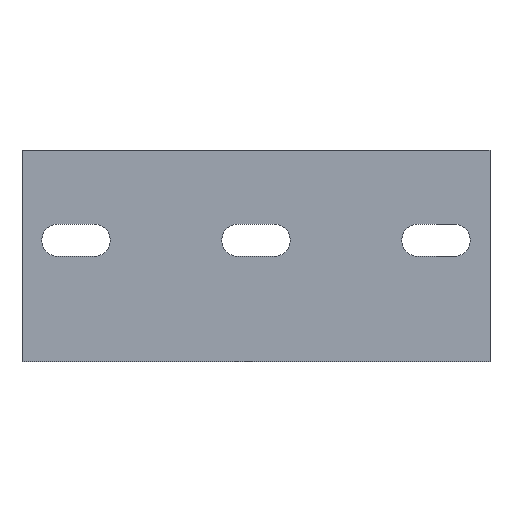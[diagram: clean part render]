
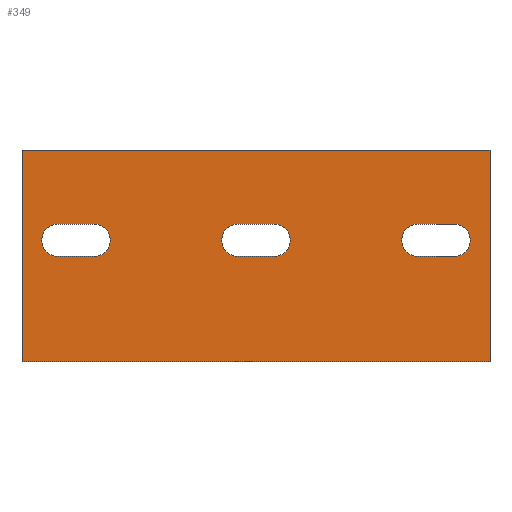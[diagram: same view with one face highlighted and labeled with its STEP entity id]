
A CAD part, front view. The second image highlights one B-rep face of the part: STEP entity #349.
In plain terms, the highlighted planar face has unit normal (0, -1, 0).
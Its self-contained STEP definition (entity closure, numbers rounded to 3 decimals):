
#2 = VERTEX_POINT ( 'NONE', #290 ) ;
#5 = DIRECTION ( 'NONE',  ( 0., 1., 0. ) ) ;
#7 = CARTESIAN_POINT ( 'NONE',  ( 0., 0., 117.5 ) ) ;
#10 = LINE ( 'NONE', #208, #110 ) ;
#13 = DIRECTION ( 'NONE',  ( -1., 0., 0. ) ) ;
#19 = EDGE_CURVE ( 'NONE', #889, #137, #175, .T. ) ;
#26 = EDGE_CURVE ( 'NONE', #346, #718, #927, .T. ) ;
#41 = ORIENTED_EDGE ( 'NONE', *, *, #491, .T. ) ;
#60 = EDGE_CURVE ( 'NONE', #718, #589, #535, .T. ) ;
#70 = EDGE_LOOP ( 'NONE', ( #785, #667, #627, #148 ) ) ;
#75 = CARTESIAN_POINT ( 'NONE',  ( 120., 0., 76.5 ) ) ;
#81 = AXIS2_PLACEMENT_3D ( 'NONE', #915, #128, #330 ) ;
#86 = CARTESIAN_POINT ( 'NONE',  ( 20., 0., 67.5 ) ) ;
#95 = DIRECTION ( 'NONE',  ( 0., 0., 1. ) ) ;
#100 = LINE ( 'NONE', #463, #802 ) ;
#101 = VERTEX_POINT ( 'NONE', #146 ) ;
#106 = CARTESIAN_POINT ( 'NONE',  ( 220., 0., 76.5 ) ) ;
#110 = VECTOR ( 'NONE', #724, 1000. ) ;
#121 = EDGE_LOOP ( 'NONE', ( #649, #261, #731, #569 ) ) ;
#123 = CARTESIAN_POINT ( 'NONE',  ( 20., 0., 76.5 ) ) ;
#128 = DIRECTION ( 'NONE',  ( 0., 1., 0. ) ) ;
#137 = VERTEX_POINT ( 'NONE', #294 ) ;
#146 = CARTESIAN_POINT ( 'NONE',  ( 40., 0., 76.5 ) ) ;
#148 = ORIENTED_EDGE ( 'NONE', *, *, #714, .T. ) ;
#164 = DIRECTION ( 'NONE',  ( 1., 0., 0. ) ) ;
#168 = CIRCLE ( 'NONE', #81, 9. ) ;
#171 = VERTEX_POINT ( 'NONE', #809 ) ;
#175 = LINE ( 'NONE', #75, #905 ) ;
#186 = AXIS2_PLACEMENT_3D ( 'NONE', #392, #907, #769 ) ;
#188 = FACE_BOUND ( 'NONE', #70, .T. ) ;
#190 = EDGE_CURVE ( 'NONE', #101, #346, #657, .T. ) ;
#191 = EDGE_LOOP ( 'NONE', ( #702, #528, #41, #529 ) ) ;
#194 = EDGE_CURVE ( 'NONE', #413, #592, #839, .T. ) ;
#196 = AXIS2_PLACEMENT_3D ( 'NONE', #701, #704, #695 ) ;
#208 = CARTESIAN_POINT ( 'NONE',  ( 220., 0., 58.5 ) ) ;
#222 = LINE ( 'NONE', #789, #727 ) ;
#224 = VERTEX_POINT ( 'NONE', #499 ) ;
#249 = PLANE ( 'NONE',  #326 ) ;
#260 = VERTEX_POINT ( 'NONE', #516 ) ;
#261 = ORIENTED_EDGE ( 'NONE', *, *, #271, .T. ) ;
#267 = CARTESIAN_POINT ( 'NONE',  ( 120., 0., 58.5 ) ) ;
#271 = EDGE_CURVE ( 'NONE', #446, #513, #931, .T. ) ;
#282 = DIRECTION ( 'NONE',  ( 0., 1., 0. ) ) ;
#283 = CARTESIAN_POINT ( 'NONE',  ( 20., 0., 58.5 ) ) ;
#290 = CARTESIAN_POINT ( 'NONE',  ( 220., 0., 58.5 ) ) ;
#292 = VERTEX_POINT ( 'NONE', #829 ) ;
#293 = DIRECTION ( 'NONE',  ( 0., 0., 1. ) ) ;
#294 = CARTESIAN_POINT ( 'NONE',  ( 140., 0., 76.5 ) ) ;
#301 = CIRCLE ( 'NONE', #186, 9. ) ;
#314 = VECTOR ( 'NONE', #594, 1000. ) ;
#318 = EDGE_LOOP ( 'NONE', ( #617, #877, #741, #432 ) ) ;
#320 = VECTOR ( 'NONE', #13, 1000. ) ;
#323 = EDGE_CURVE ( 'NONE', #592, #889, #301, .T. ) ;
#326 = AXIS2_PLACEMENT_3D ( 'NONE', #835, #386, #448 ) ;
#330 = DIRECTION ( 'NONE',  ( 0., 0., 1. ) ) ;
#340 = VECTOR ( 'NONE', #381, 1000. ) ;
#346 = VERTEX_POINT ( 'NONE', #380 ) ;
#347 = AXIS2_PLACEMENT_3D ( 'NONE', #423, #282, #574 ) ;
#349 = ADVANCED_FACE ( 'NONE', ( #188, #520, #712, #536 ), #249, .F. ) ;
#362 = CIRCLE ( 'NONE', #347, 9. ) ;
#378 = CIRCLE ( 'NONE', #196, 9. ) ;
#380 = CARTESIAN_POINT ( 'NONE',  ( 40., 0., 58.5 ) ) ;
#381 = DIRECTION ( 'NONE',  ( 0., 0., 1. ) ) ;
#386 = DIRECTION ( 'NONE',  ( 0., 1., 0. ) ) ;
#390 = VECTOR ( 'NONE', #164, 1000. ) ;
#392 = CARTESIAN_POINT ( 'NONE',  ( 120., 0., 67.5 ) ) ;
#411 = CARTESIAN_POINT ( 'NONE',  ( 240., 0., 76.5 ) ) ;
#413 = VERTEX_POINT ( 'NONE', #921 ) ;
#423 = CARTESIAN_POINT ( 'NONE',  ( 140., 0., 67.5 ) ) ;
#426 = EDGE_CURVE ( 'NONE', #2, #446, #168, .T. ) ;
#432 = ORIENTED_EDGE ( 'NONE', *, *, #586, .F. ) ;
#436 = CARTESIAN_POINT ( 'NONE',  ( 120., 0., 58.5 ) ) ;
#437 = EDGE_CURVE ( 'NONE', #513, #171, #378, .T. ) ;
#441 = VECTOR ( 'NONE', #916, 1000. ) ;
#446 = VERTEX_POINT ( 'NONE', #911 ) ;
#448 = DIRECTION ( 'NONE',  ( 0., 0., 1. ) ) ;
#463 = CARTESIAN_POINT ( 'NONE',  ( 260., 0., 0. ) ) ;
#486 = EDGE_CURVE ( 'NONE', #224, #292, #100, .T. ) ;
#491 = EDGE_CURVE ( 'NONE', #589, #101, #784, .T. ) ;
#499 = CARTESIAN_POINT ( 'NONE',  ( 260., 0., 117.5 ) ) ;
#513 = VERTEX_POINT ( 'NONE', #411 ) ;
#514 = CARTESIAN_POINT ( 'NONE',  ( 40., 0., 67.5 ) ) ;
#516 = CARTESIAN_POINT ( 'NONE',  ( 0., 0., 0. ) ) ;
#520 = FACE_BOUND ( 'NONE', #191, .T. ) ;
#528 = ORIENTED_EDGE ( 'NONE', *, *, #60, .T. ) ;
#529 = ORIENTED_EDGE ( 'NONE', *, *, #190, .T. ) ;
#535 = CIRCLE ( 'NONE', #687, 9. ) ;
#536 = FACE_BOUND ( 'NONE', #121, .T. ) ;
#554 = DIRECTION ( 'NONE',  ( -1., 0., 0. ) ) ;
#557 = DIRECTION ( 'NONE',  ( 1., 0., 0. ) ) ;
#569 = ORIENTED_EDGE ( 'NONE', *, *, #716, .T. ) ;
#574 = DIRECTION ( 'NONE',  ( 0., 0., 1. ) ) ;
#576 = DIRECTION ( 'NONE',  ( 1., 0., 0. ) ) ;
#584 = DIRECTION ( 'NONE',  ( 0., 1., 0. ) ) ;
#586 = EDGE_CURVE ( 'NONE', #681, #224, #871, .T. ) ;
#589 = VERTEX_POINT ( 'NONE', #631 ) ;
#590 = CARTESIAN_POINT ( 'NONE',  ( 120., 0., 76.5 ) ) ;
#592 = VERTEX_POINT ( 'NONE', #267 ) ;
#594 = DIRECTION ( 'NONE',  ( -1., 0., 0. ) ) ;
#617 = ORIENTED_EDGE ( 'NONE', *, *, #918, .F. ) ;
#625 = DIRECTION ( 'NONE',  ( 0., 0., -1. ) ) ;
#626 = EDGE_CURVE ( 'NONE', #292, #260, #222, .T. ) ;
#627 = ORIENTED_EDGE ( 'NONE', *, *, #19, .T. ) ;
#631 = CARTESIAN_POINT ( 'NONE',  ( 20., 0., 76.5 ) ) ;
#649 = ORIENTED_EDGE ( 'NONE', *, *, #426, .T. ) ;
#657 = CIRCLE ( 'NONE', #876, 9. ) ;
#667 = ORIENTED_EDGE ( 'NONE', *, *, #323, .T. ) ;
#681 = VERTEX_POINT ( 'NONE', #796 ) ;
#687 = AXIS2_PLACEMENT_3D ( 'NONE', #86, #5, #293 ) ;
#695 = DIRECTION ( 'NONE',  ( 0., 0., 1. ) ) ;
#700 = VECTOR ( 'NONE', #557, 1000. ) ;
#701 = CARTESIAN_POINT ( 'NONE',  ( 240., 0., 67.5 ) ) ;
#702 = ORIENTED_EDGE ( 'NONE', *, *, #26, .T. ) ;
#704 = DIRECTION ( 'NONE',  ( 0., 1., 0. ) ) ;
#712 = FACE_OUTER_BOUND ( 'NONE', #318, .T. ) ;
#714 = EDGE_CURVE ( 'NONE', #137, #413, #362, .T. ) ;
#716 = EDGE_CURVE ( 'NONE', #171, #2, #10, .T. ) ;
#718 = VERTEX_POINT ( 'NONE', #793 ) ;
#723 = LINE ( 'NONE', #810, #340 ) ;
#724 = DIRECTION ( 'NONE',  ( -1., 0., 0. ) ) ;
#727 = VECTOR ( 'NONE', #554, 1000. ) ;
#731 = ORIENTED_EDGE ( 'NONE', *, *, #437, .T. ) ;
#741 = ORIENTED_EDGE ( 'NONE', *, *, #486, .F. ) ;
#769 = DIRECTION ( 'NONE',  ( 0., 0., 1. ) ) ;
#784 = LINE ( 'NONE', #123, #441 ) ;
#785 = ORIENTED_EDGE ( 'NONE', *, *, #194, .T. ) ;
#789 = CARTESIAN_POINT ( 'NONE',  ( 0., 0., 0. ) ) ;
#793 = CARTESIAN_POINT ( 'NONE',  ( 20., 0., 58.5 ) ) ;
#796 = CARTESIAN_POINT ( 'NONE',  ( 0., 0., 117.5 ) ) ;
#802 = VECTOR ( 'NONE', #625, 1000. ) ;
#809 = CARTESIAN_POINT ( 'NONE',  ( 240., 0., 58.5 ) ) ;
#810 = CARTESIAN_POINT ( 'NONE',  ( 0., 0., 0. ) ) ;
#829 = CARTESIAN_POINT ( 'NONE',  ( 260., 0., 0. ) ) ;
#835 = CARTESIAN_POINT ( 'NONE',  ( 0., 0., 0. ) ) ;
#839 = LINE ( 'NONE', #436, #314 ) ;
#871 = LINE ( 'NONE', #7, #700 ) ;
#876 = AXIS2_PLACEMENT_3D ( 'NONE', #514, #584, #95 ) ;
#877 = ORIENTED_EDGE ( 'NONE', *, *, #626, .F. ) ;
#889 = VERTEX_POINT ( 'NONE', #590 ) ;
#905 = VECTOR ( 'NONE', #576, 1000. ) ;
#907 = DIRECTION ( 'NONE',  ( 0., 1., 0. ) ) ;
#911 = CARTESIAN_POINT ( 'NONE',  ( 220., 0., 76.5 ) ) ;
#915 = CARTESIAN_POINT ( 'NONE',  ( 220., 0., 67.5 ) ) ;
#916 = DIRECTION ( 'NONE',  ( 1., 0., 0. ) ) ;
#918 = EDGE_CURVE ( 'NONE', #260, #681, #723, .T. ) ;
#921 = CARTESIAN_POINT ( 'NONE',  ( 140., 0., 58.5 ) ) ;
#927 = LINE ( 'NONE', #283, #320 ) ;
#931 = LINE ( 'NONE', #106, #390 ) ;
